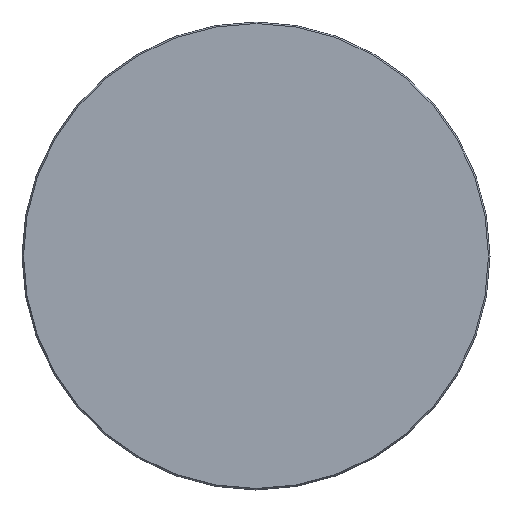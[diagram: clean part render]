
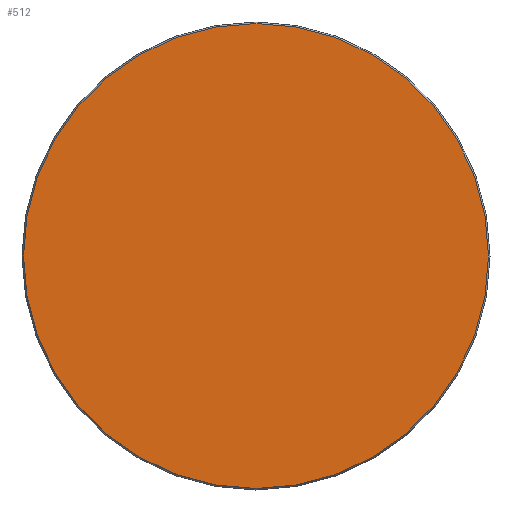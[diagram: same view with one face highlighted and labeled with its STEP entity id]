
A CAD part, front view. The second image highlights one B-rep face of the part: STEP entity #512.
In plain terms, the highlighted planar face has unit normal (0, -1, 0).
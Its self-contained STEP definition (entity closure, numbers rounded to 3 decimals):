
#60=PLANE('',#601);
#96=FACE_OUTER_BOUND('',#132,.T.);
#132=EDGE_LOOP('',(#464,#465));
#189=CIRCLE('',#591,23.5);
#190=CIRCLE('',#592,23.5);
#238=VERTEX_POINT('',#938);
#239=VERTEX_POINT('',#940);
#309=EDGE_CURVE('',#238,#239,#189,.T.);
#310=EDGE_CURVE('',#239,#238,#190,.T.);
#464=ORIENTED_EDGE('',*,*,#310,.F.);
#465=ORIENTED_EDGE('',*,*,#309,.F.);
#512=ADVANCED_FACE('',(#96),#60,.T.);
#591=AXIS2_PLACEMENT_3D('',#941,#731,#732);
#592=AXIS2_PLACEMENT_3D('',#942,#733,#734);
#601=AXIS2_PLACEMENT_3D('',#957,#753,#754);
#731=DIRECTION('center_axis',(0.,1.,0.));
#732=DIRECTION('ref_axis',(-1.,0.,0.));
#733=DIRECTION('center_axis',(0.,1.,0.));
#734=DIRECTION('ref_axis',(-1.,0.,0.));
#753=DIRECTION('center_axis',(0.,-1.,0.));
#754=DIRECTION('ref_axis',(0.,0.,-1.));
#938=CARTESIAN_POINT('',(0.,0.,-23.5));
#940=CARTESIAN_POINT('',(-23.5,0.,0.));
#941=CARTESIAN_POINT('Origin',(0.,0.,0.));
#942=CARTESIAN_POINT('Origin',(0.,0.,0.));
#957=CARTESIAN_POINT('Origin',(-11.75,0.,0.));
